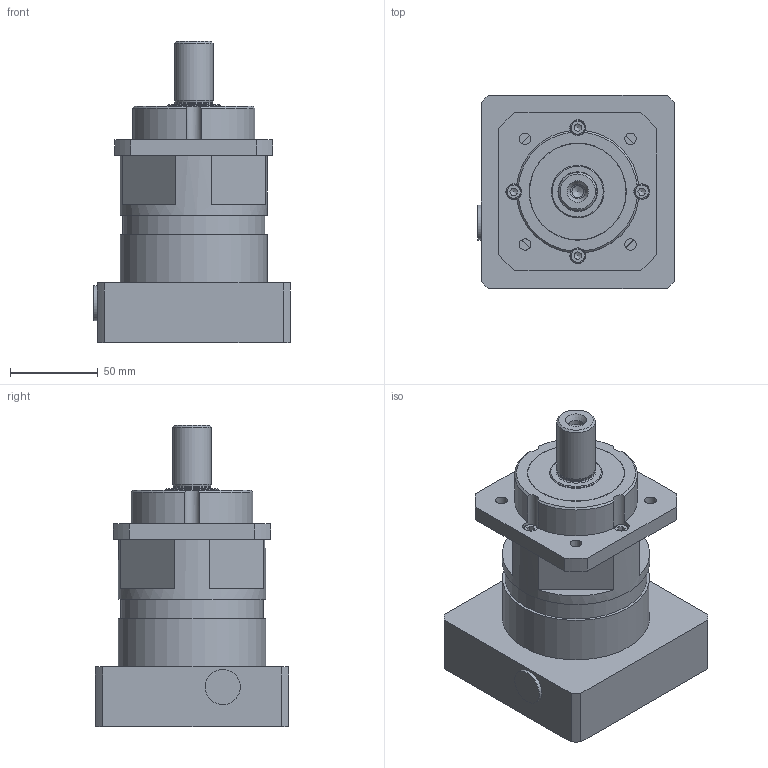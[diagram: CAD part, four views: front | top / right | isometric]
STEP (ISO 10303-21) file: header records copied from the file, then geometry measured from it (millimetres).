
FILE_DESCRIPTION((''),'2;1');
FILE_NAME('400809107I007E19SM409X-12-19-S-(Z95-Tk115-4xM8-Vk110).stp','2015-12-04T08:16:39',('ifriedrich'),(''),'Autodesk Inventor 2012','Autodesk Inventor 2012','');
FILE_SCHEMA(('AUTOMOTIVE_DESIGN { 1 0 10303 214 1 1 1 1 }'));
Length unit declared in the file: millimetre
Products named in the file (1): 400809107I007E19SM409XK
Bounding box: 112 x 110 x 171.6 mm (x, y, z)
Volume: 872363.3 mm3; surface area: 115061.2 mm2
Topology: 17 solids, 17 shells, 315 faces, 797 edges, 509 vertices
Faces by surface type: plane 150, cylinder 101, cone 49, revolution 8, torus 7
Full cylindrical faces by diameter (mm): 2.5 x1, 4.134 x4, 4.917 x1, 5 x4, 5.5 x8, 6 x1, 6.6 x5, 6.647 x5, 8.4 x1, 8.5 x4, 9 x4, 9.1 x2, 10 x1, 10.2 x1, 11.8 x1, 14 x1, 19 x1, 20 x1, 21.4 x1, 22 x1, 30 x1, 52 x1, 55 x1, 63 x5, 65.7 x4, 81 x3, 84 x2, 95 x1
Entity records: 9949 total; most frequent: CARTESIAN_POINT 2653, DIRECTION 1480, ORIENTED_EDGE 1258, EDGE_CURVE 629, AXIS2_PLACEMENT_3D 613, EDGE_LOOP 470, VERTEX_POINT 443, STYLED_ITEM 321
